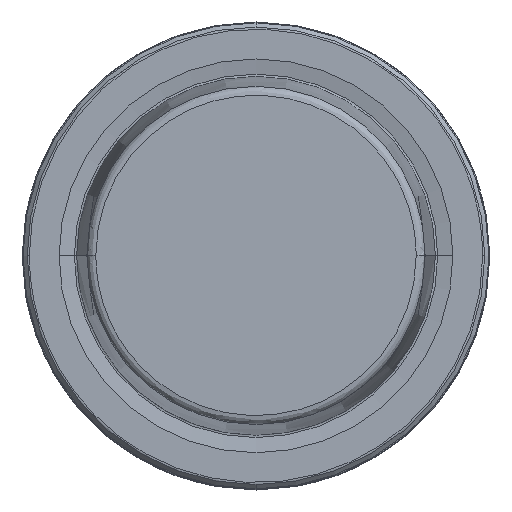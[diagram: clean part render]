
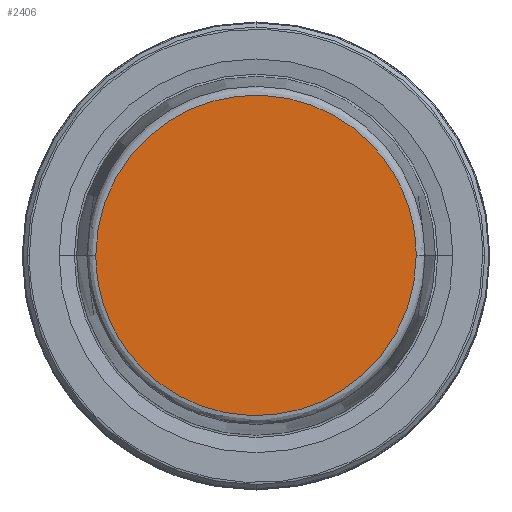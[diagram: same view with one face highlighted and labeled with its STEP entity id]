
A CAD part, top view. The second image highlights one B-rep face of the part: STEP entity #2406.
In plain terms, the highlighted planar face has unit normal (0, 0, 1).
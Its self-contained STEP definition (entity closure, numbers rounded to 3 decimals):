
#61 = EDGE_LOOP ( 'NONE', ( #1867, #1391 ) ) ;
#120 = DIRECTION ( 'NONE',  ( -1., 0., 0. ) ) ;
#272 = FACE_OUTER_BOUND ( 'NONE', #61, .T. ) ;
#341 = CARTESIAN_POINT ( 'NONE',  ( -21.581, 43.162, 31.9 ) ) ;
#529 = AXIS2_PLACEMENT_3D ( 'NONE', #968, #1394, #120 ) ;
#552 = CARTESIAN_POINT ( 'NONE',  ( 21.581, 0., 31.9 ) ) ;
#569 = CARTESIAN_POINT ( 'NONE',  ( 21.581, -43.162, 31.9 ) ) ;
#758 = PLANE ( 'NONE',  #529 ) ;
#836 = EDGE_CURVE ( 'NONE', #2181, #1939, #1100, .T. ) ;
#968 = CARTESIAN_POINT ( 'NONE',  ( 21.84, -21.84, 31.9 ) ) ;
#1100 =( BOUNDED_CURVE ( )  B_SPLINE_CURVE ( 3, ( #2024, #569, #2413, #1201 ),
 .UNSPECIFIED., .F., .T. ) 
 B_SPLINE_CURVE_WITH_KNOTS ( ( 4, 4 ),
 ( 0., 1. ),
 .UNSPECIFIED. ) 
 CURVE ( )  GEOMETRIC_REPRESENTATION_ITEM ( )  RATIONAL_B_SPLINE_CURVE ( ( 0.958, 0.319, 0.319, 0.958 ) ) 
 REPRESENTATION_ITEM ( '' )  );
#1201 = CARTESIAN_POINT ( 'NONE',  ( -21.581, 0., 31.9 ) ) ;
#1391 = ORIENTED_EDGE ( 'NONE', *, *, #1955, .F. ) ;
#1394 = DIRECTION ( 'NONE',  ( 0., 0., -1. ) ) ;
#1795 = CARTESIAN_POINT ( 'NONE',  ( 21.581, 43.162, 31.9 ) ) ;
#1867 = ORIENTED_EDGE ( 'NONE', *, *, #836, .F. ) ;
#1870 = CARTESIAN_POINT ( 'NONE',  ( 21.581, 0., 31.9 ) ) ;
#1939 = VERTEX_POINT ( 'NONE', #2376 ) ;
#1955 = EDGE_CURVE ( 'NONE', #1939, #2181, #2026, .T. ) ;
#2024 = CARTESIAN_POINT ( 'NONE',  ( 21.581, 0., 31.9 ) ) ;
#2026 =( BOUNDED_CURVE ( )  B_SPLINE_CURVE ( 3, ( #2385, #341, #1795, #552 ),
 .UNSPECIFIED., .F., .T. ) 
 B_SPLINE_CURVE_WITH_KNOTS ( ( 4, 4 ),
 ( 0., 1. ),
 .UNSPECIFIED. ) 
 CURVE ( )  GEOMETRIC_REPRESENTATION_ITEM ( )  RATIONAL_B_SPLINE_CURVE ( ( 0.958, 0.319, 0.319, 0.958 ) ) 
 REPRESENTATION_ITEM ( '' )  );
#2181 = VERTEX_POINT ( 'NONE', #1870 ) ;
#2376 = CARTESIAN_POINT ( 'NONE',  ( -21.581, 0., 31.9 ) ) ;
#2385 = CARTESIAN_POINT ( 'NONE',  ( -21.581, 0., 31.9 ) ) ;
#2406 = ADVANCED_FACE ( 'NONE', ( #272 ), #758, .F. ) ;
#2413 = CARTESIAN_POINT ( 'NONE',  ( -21.581, -43.162, 31.9 ) ) ;
